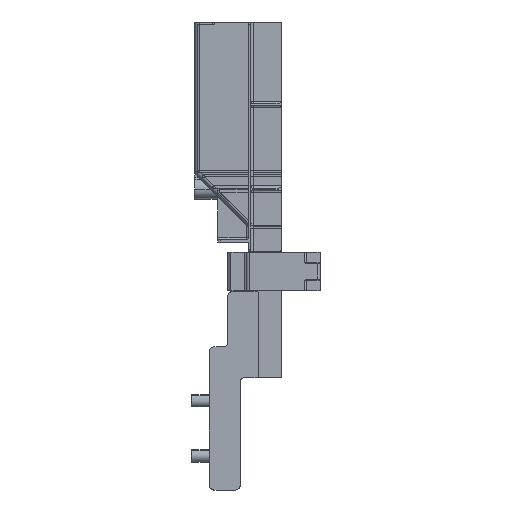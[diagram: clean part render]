
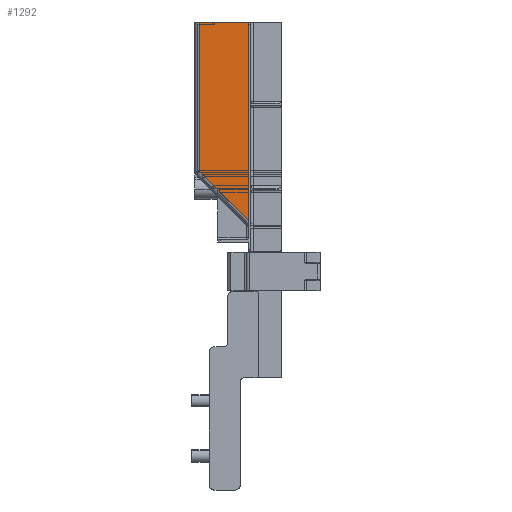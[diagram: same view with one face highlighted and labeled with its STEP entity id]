
A CAD part, left-side view. The second image highlights one B-rep face of the part: STEP entity #1292.
In plain terms, the highlighted planar face has unit normal (-1, 0, 0).
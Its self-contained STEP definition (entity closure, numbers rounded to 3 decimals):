
#1279=AXIS2_PLACEMENT_3D('Plane Axis2P3D',#1276,#1277,#1278) ;
#491=CARTESIAN_POINT('Vertex',(-748.,16.5,470.)) ;
#494=CARTESIAN_POINT('Line Origine',(-748.,0.5,470.)) ;
#498=CARTESIAN_POINT('Vertex',(-748.,-15.5,470.)) ;
#582=CARTESIAN_POINT('Vertex',(-748.,16.5,372.743)) ;
#585=CARTESIAN_POINT('Line Origine',(-748.,16.5,395.5)) ;
#795=CARTESIAN_POINT('Vertex',(-748.,-15.5,340.743)) ;
#798=CARTESIAN_POINT('Line Origine',(-748.,-8.75,347.493)) ;
#1276=CARTESIAN_POINT('Axis2P3D Location',(-748.,-15.5,326.5)) ;
#1281=CARTESIAN_POINT('Line Origine',(-748.,-15.5,405.371)) ;
#495=DIRECTION('Vector Direction',(0.,1.,0.)) ;
#586=DIRECTION('Vector Direction',(0.,0.,1.)) ;
#799=DIRECTION('Vector Direction',(0.,0.707,0.707)) ;
#1277=DIRECTION('Axis2P3D Direction',(-1.,0.,0.)) ;
#1278=DIRECTION('Axis2P3D XDirection',(0.,-1.,0.)) ;
#1282=DIRECTION('Vector Direction',(0.,0.,1.)) ;
#496=VECTOR('Line Direction',#495,1.) ;
#587=VECTOR('Line Direction',#586,1.) ;
#800=VECTOR('Line Direction',#799,1.) ;
#1283=VECTOR('Line Direction',#1282,1.) ;
#1287=ORIENTED_EDGE('',*,*,#500,.T.) ;
#1288=ORIENTED_EDGE('',*,*,#589,.F.) ;
#1289=ORIENTED_EDGE('',*,*,#802,.T.) ;
#1290=ORIENTED_EDGE('',*,*,#1285,.T.) ;
#1292=ADVANCED_FACE('RB4994002_1PA_001_03_FRONT_TERM_PROTECTION_E4.2-E6.2.1\\PartBody',(#1291),#1280,.T.) ;
#500=EDGE_CURVE('',#499,#492,#497,.T.) ;
#589=EDGE_CURVE('',#583,#492,#588,.T.) ;
#802=EDGE_CURVE('',#583,#796,#801,.F.) ;
#1285=EDGE_CURVE('',#796,#499,#1284,.T.) ;
#1286=EDGE_LOOP('',(#1287,#1288,#1289,#1290)) ;
#1291=FACE_OUTER_BOUND('',#1286,.T.) ;
#497=LINE('Line',#494,#496) ;
#588=LINE('Line',#585,#587) ;
#801=LINE('Line',#798,#800) ;
#1284=LINE('Line',#1281,#1283) ;
#1280=PLANE('',#1279) ;
#492=VERTEX_POINT('',#491) ;
#499=VERTEX_POINT('',#498) ;
#583=VERTEX_POINT('',#582) ;
#796=VERTEX_POINT('',#795) ;
